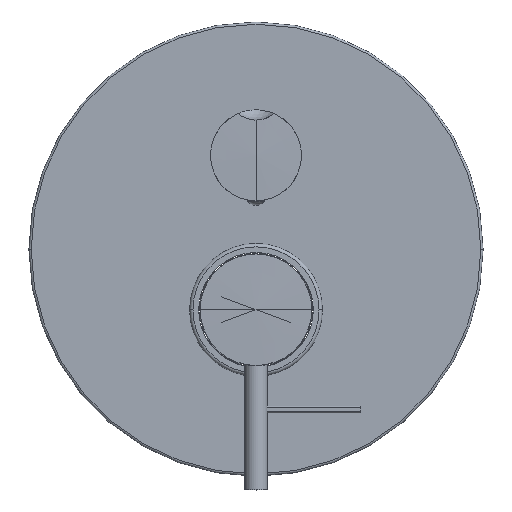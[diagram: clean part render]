
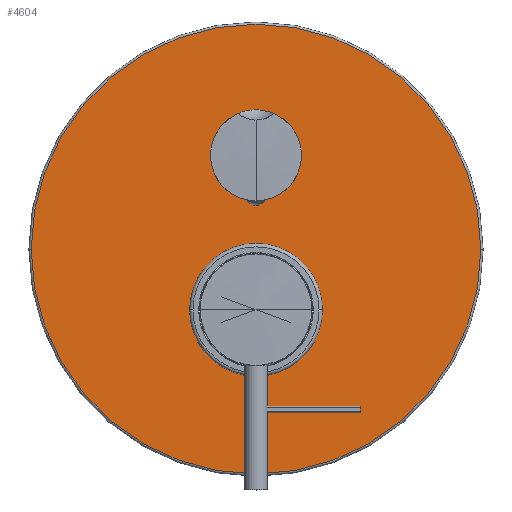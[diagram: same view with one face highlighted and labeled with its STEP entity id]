
A CAD part, top view. The second image highlights one B-rep face of the part: STEP entity #4604.
In plain terms, the highlighted face is planar.
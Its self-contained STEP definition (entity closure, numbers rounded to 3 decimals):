
#4316=CARTESIAN_POINT('',(0.,8.,0.));
#4317=DIRECTION('',(0.,1.,0.));
#4318=DIRECTION('',(1.,0.,0.));
#4319=AXIS2_PLACEMENT_3D('',#4316,#4317,#4318);
#4324=CARTESIAN_POINT('',(0.,8.,0.));
#4325=DIRECTION('',(0.,1.,0.));
#4326=DIRECTION('',(-1.,0.,0.));
#4327=AXIS2_PLACEMENT_3D('',#4324,#4325,#4326);
#4332=CARTESIAN_POINT('',(0.,8.,-26.75));
#4333=DIRECTION('',(0.,1.,0.));
#4334=DIRECTION('',(1.,0.,0.));
#4335=AXIS2_PLACEMENT_3D('',#4332,#4333,#4334);
#4340=CARTESIAN_POINT('',(0.,8.,-26.75));
#4341=DIRECTION('',(0.,1.,0.));
#4342=DIRECTION('',(-1.,0.,0.));
#4343=AXIS2_PLACEMENT_3D('',#4340,#4341,#4342);
#4348=CARTESIAN_POINT('',(0.,8.,41.25));
#4349=DIRECTION('',(0.,1.,0.));
#4350=DIRECTION('',(1.,0.,0.));
#4351=AXIS2_PLACEMENT_3D('',#4348,#4349,#4350);
#4356=CARTESIAN_POINT('',(0.,8.,41.25));
#4357=DIRECTION('',(0.,1.,0.));
#4358=DIRECTION('',(-1.,0.,0.));
#4359=AXIS2_PLACEMENT_3D('',#4356,#4357,#4358);
#4432=CARTESIAN_POINT('',(99.,8.,0.));
#4433=CARTESIAN_POINT('',(-99.,8.,0.));
#4434=VERTEX_POINT('',#4432);
#4435=VERTEX_POINT('',#4433);
#4448=CARTESIAN_POINT('',(26.75,8.,-26.75));
#4449=CARTESIAN_POINT('',(-26.75,8.,-26.75));
#4450=VERTEX_POINT('',#4448);
#4451=VERTEX_POINT('',#4449);
#4452=CARTESIAN_POINT('',(11.5,8.,41.25));
#4453=CARTESIAN_POINT('',(-11.5,8.,41.25));
#4454=VERTEX_POINT('',#4452);
#4455=VERTEX_POINT('',#4453);
#4582=CARTESIAN_POINT('',(0.,8.,0.));
#4583=DIRECTION('',(0.,-1.,0.));
#4584=DIRECTION('',(-1.,0.,0.));
#4585=AXIS2_PLACEMENT_3D('',#4582,#4583,#4584);
#4586=PLANE('',#4585);
#4587=ORIENTED_EDGE('',*,*,#4572,.F.);
#4589=ORIENTED_EDGE('',*,*,#4588,.F.);
#4590=EDGE_LOOP('',(#4587,#4589));
#4591=FACE_OUTER_BOUND('',#4590,.F.);
#4593=ORIENTED_EDGE('',*,*,#4592,.T.);
#4595=ORIENTED_EDGE('',*,*,#4594,.T.);
#4596=EDGE_LOOP('',(#4593,#4595));
#4597=FACE_BOUND('',#4596,.F.);
#4599=ORIENTED_EDGE('',*,*,#4598,.T.);
#4601=ORIENTED_EDGE('',*,*,#4600,.T.);
#4602=EDGE_LOOP('',(#4599,#4601));
#4603=FACE_BOUND('',#4602,.F.);
#4604=ADVANCED_FACE('',(#4591,#4597,#4603),#4586,.F.);
#4320=CIRCLE('',#4319,99.);
#4328=CIRCLE('',#4327,99.);
#4336=CIRCLE('',#4335,26.75);
#4344=CIRCLE('',#4343,26.75);
#4352=CIRCLE('',#4351,11.5);
#4360=CIRCLE('',#4359,11.5);
#4572=EDGE_CURVE('',#4434,#4435,#4320,.T.);
#4588=EDGE_CURVE('',#4435,#4434,#4328,.T.);
#4592=EDGE_CURVE('',#4450,#4451,#4336,.T.);
#4594=EDGE_CURVE('',#4451,#4450,#4344,.T.);
#4598=EDGE_CURVE('',#4454,#4455,#4352,.T.);
#4600=EDGE_CURVE('',#4455,#4454,#4360,.T.);
